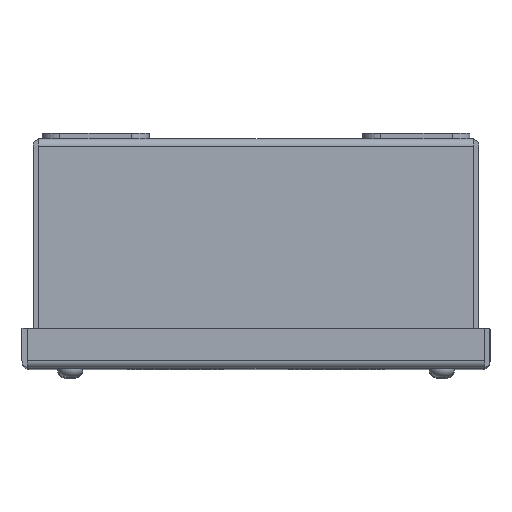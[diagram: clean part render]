
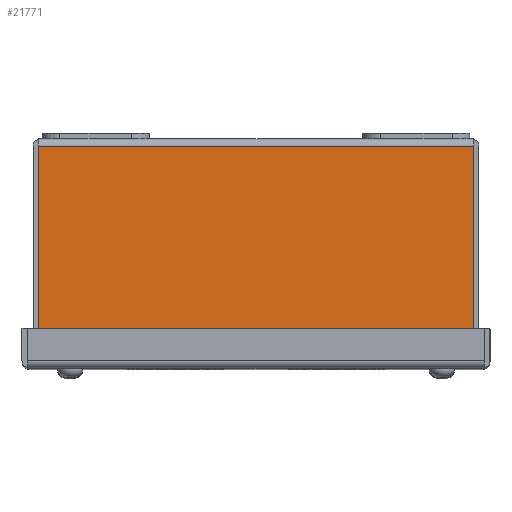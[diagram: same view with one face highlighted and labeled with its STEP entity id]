
A CAD part, top view. The second image highlights one B-rep face of the part: STEP entity #21771.
In plain terms, the highlighted planar face has unit normal (0, 0, 1).
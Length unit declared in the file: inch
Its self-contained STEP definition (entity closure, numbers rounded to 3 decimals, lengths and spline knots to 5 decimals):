
#231 = VECTOR ( 'NONE', #446, 39.37008 ) ;
#446 = DIRECTION ( 'NONE',  ( -1., 0., 0. ) ) ;
#504 = DIRECTION ( 'NONE',  ( 1., 0., 0. ) ) ;
#1018 = VERTEX_POINT ( 'NONE', #21668 ) ;
#1069 = CARTESIAN_POINT ( 'NONE',  ( -3.05221, -2.892, 4.75 ) ) ;
#1919 = ORIENTED_EDGE ( 'NONE', *, *, #14293, .F. ) ;
#2944 = DIRECTION ( 'NONE',  ( 0., 0., -1. ) ) ;
#3368 = DIRECTION ( 'NONE',  ( 0., -1., 0. ) ) ;
#4148 = VECTOR ( 'NONE', #504, 39.37008 ) ;
#4587 = VERTEX_POINT ( 'NONE', #1069 ) ;
#5849 = EDGE_CURVE ( 'NONE', #22183, #4587, #22108, .T. ) ;
#6045 = AXIS2_PLACEMENT_3D ( 'NONE', #20818, #2944, #10500 ) ;
#6274 = CARTESIAN_POINT ( 'NONE',  ( 3.05221, -0.108, 4.75 ) ) ;
#7345 = VECTOR ( 'NONE', #3368, 39.37008 ) ;
#8171 = ORIENTED_EDGE ( 'NONE', *, *, #5849, .F. ) ;
#8444 = ORIENTED_EDGE ( 'NONE', *, *, #22710, .F. ) ;
#8674 = FACE_OUTER_BOUND ( 'NONE', #22841, .T. ) ;
#10294 = CARTESIAN_POINT ( 'NONE',  ( -3.017, -0.108, 4.75 ) ) ;
#10389 = EDGE_CURVE ( 'NONE', #1018, #4587, #16753, .T. ) ;
#10500 = DIRECTION ( 'NONE',  ( -1., 0., 0. ) ) ;
#10543 = LINE ( 'NONE', #10294, #4148 ) ;
#12931 = CARTESIAN_POINT ( 'NONE',  ( 3.05221, -2.892, 4.75 ) ) ;
#13248 = DIRECTION ( 'NONE',  ( 0., -1., 0. ) ) ;
#13669 = CARTESIAN_POINT ( 'NONE',  ( 3.05221, 39.37008, 4.75 ) ) ;
#14293 = EDGE_CURVE ( 'NONE', #1018, #21999, #10543, .T. ) ;
#16512 = PLANE ( 'NONE',  #6045 ) ;
#16753 = LINE ( 'NONE', #20801, #19064 ) ;
#18313 = CARTESIAN_POINT ( 'NONE',  ( 21.281, -2.892, 4.75 ) ) ;
#19064 = VECTOR ( 'NONE', #13248, 39.37008 ) ;
#19528 = ORIENTED_EDGE ( 'NONE', *, *, #10389, .T. ) ;
#20801 = CARTESIAN_POINT ( 'NONE',  ( -3.05221, 39.37008, 4.75 ) ) ;
#20818 = CARTESIAN_POINT ( 'NONE',  ( 21.281, 0., 4.75 ) ) ;
#21668 = CARTESIAN_POINT ( 'NONE',  ( -3.05221, -0.108, 4.75 ) ) ;
#21771 = ADVANCED_FACE ( 'NONE', ( #8674 ), #16512, .F. ) ;
#21999 = VERTEX_POINT ( 'NONE', #6274 ) ;
#22108 = LINE ( 'NONE', #18313, #231 ) ;
#22183 = VERTEX_POINT ( 'NONE', #12931 ) ;
#22710 = EDGE_CURVE ( 'NONE', #21999, #22183, #23577, .T. ) ;
#22841 = EDGE_LOOP ( 'NONE', ( #8171, #8444, #1919, #19528 ) ) ;
#23577 = LINE ( 'NONE', #13669, #7345 ) ;
